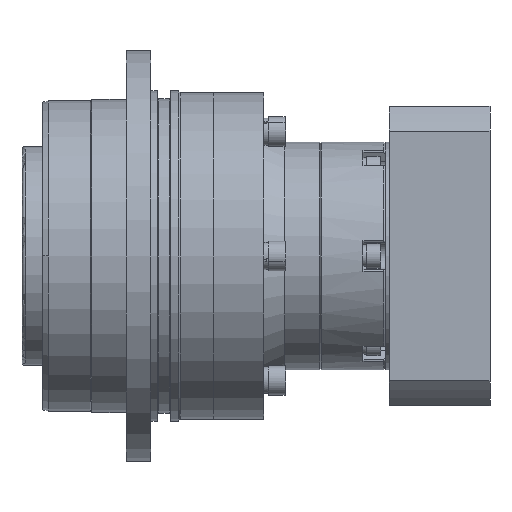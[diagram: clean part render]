
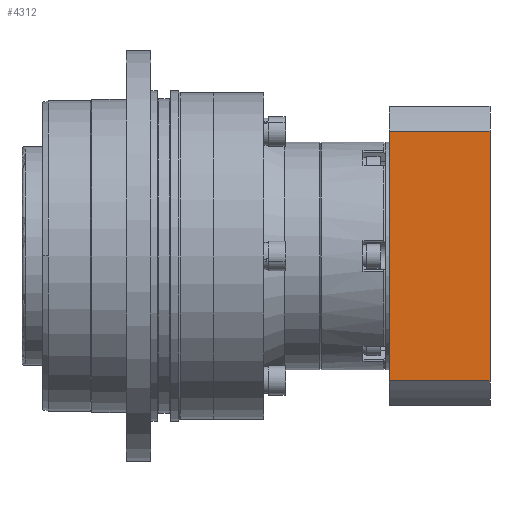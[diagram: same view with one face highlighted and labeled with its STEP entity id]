
A CAD part, front view. The second image highlights one B-rep face of the part: STEP entity #4312.
In plain terms, the highlighted face is planar.
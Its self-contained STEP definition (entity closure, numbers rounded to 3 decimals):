
#113 = PLANE ( 'NONE',  #15944 ) ;
#808 = CARTESIAN_POINT ( 'NONE',  ( 6.5, 43., -35.875 ) ) ;
#1124 = VERTEX_POINT ( 'NONE', #16250 ) ;
#1222 = VECTOR ( 'NONE', #3295, 1000. ) ;
#2827 = CARTESIAN_POINT ( 'NONE',  ( 35.5, 43., -35.875 ) ) ;
#3295 = DIRECTION ( 'NONE',  ( 1., 0., 0. ) ) ;
#3402 = CARTESIAN_POINT ( 'NONE',  ( 6.5, 43., 35.875 ) ) ;
#4222 = ORIENTED_EDGE ( 'NONE', *, *, #7382, .T. ) ;
#4312 = ADVANCED_FACE ( 'NONE', ( #21955 ), #113, .T. ) ;
#4510 = EDGE_LOOP ( 'NONE', ( #11230, #14029, #19703, #4222 ) ) ;
#5134 = CARTESIAN_POINT ( 'NONE',  ( 35.5, 43., -35.875 ) ) ;
#5980 = EDGE_CURVE ( 'NONE', #16950, #1124, #6095, .T. ) ;
#6095 = LINE ( 'NONE', #20176, #19789 ) ;
#6320 = LINE ( 'NONE', #17385, #19995 ) ;
#6327 = LINE ( 'NONE', #3402, #1222 ) ;
#6638 = DIRECTION ( 'NONE',  ( 1., 0., 0. ) ) ;
#7382 = EDGE_CURVE ( 'NONE', #1124, #15573, #6327, .T. ) ;
#9796 = CARTESIAN_POINT ( 'NONE',  ( 6.5, 43., -35.875 ) ) ;
#11215 = VERTEX_POINT ( 'NONE', #2827 ) ;
#11230 = ORIENTED_EDGE ( 'NONE', *, *, #23308, .F. ) ;
#14029 = ORIENTED_EDGE ( 'NONE', *, *, #16465, .F. ) ;
#14766 = DIRECTION ( 'NONE',  ( 0., 0., 1. ) ) ;
#15573 = VERTEX_POINT ( 'NONE', #17925 ) ;
#15944 = AXIS2_PLACEMENT_3D ( 'NONE', #808, #23339, #23336 ) ;
#16250 = CARTESIAN_POINT ( 'NONE',  ( 6.5, 43., 35.875 ) ) ;
#16465 = EDGE_CURVE ( 'NONE', #16950, #11215, #6320, .T. ) ;
#16950 = VERTEX_POINT ( 'NONE', #9796 ) ;
#17385 = CARTESIAN_POINT ( 'NONE',  ( 6.5, 43., -35.875 ) ) ;
#17715 = DIRECTION ( 'NONE',  ( 0., 0., 1. ) ) ;
#17925 = CARTESIAN_POINT ( 'NONE',  ( 35.5, 43., 35.875 ) ) ;
#18432 = VECTOR ( 'NONE', #17715, 1000. ) ;
#19703 = ORIENTED_EDGE ( 'NONE', *, *, #5980, .T. ) ;
#19789 = VECTOR ( 'NONE', #14766, 1000. ) ;
#19995 = VECTOR ( 'NONE', #6638, 1000. ) ;
#20176 = CARTESIAN_POINT ( 'NONE',  ( 6.5, 43., -35.875 ) ) ;
#21955 = FACE_OUTER_BOUND ( 'NONE', #4510, .T. ) ;
#23018 = LINE ( 'NONE', #5134, #18432 ) ;
#23308 = EDGE_CURVE ( 'NONE', #11215, #15573, #23018, .T. ) ;
#23336 = DIRECTION ( 'NONE',  ( 0., 0., 1. ) ) ;
#23339 = DIRECTION ( 'NONE',  ( 0., 1., 0. ) ) ;
